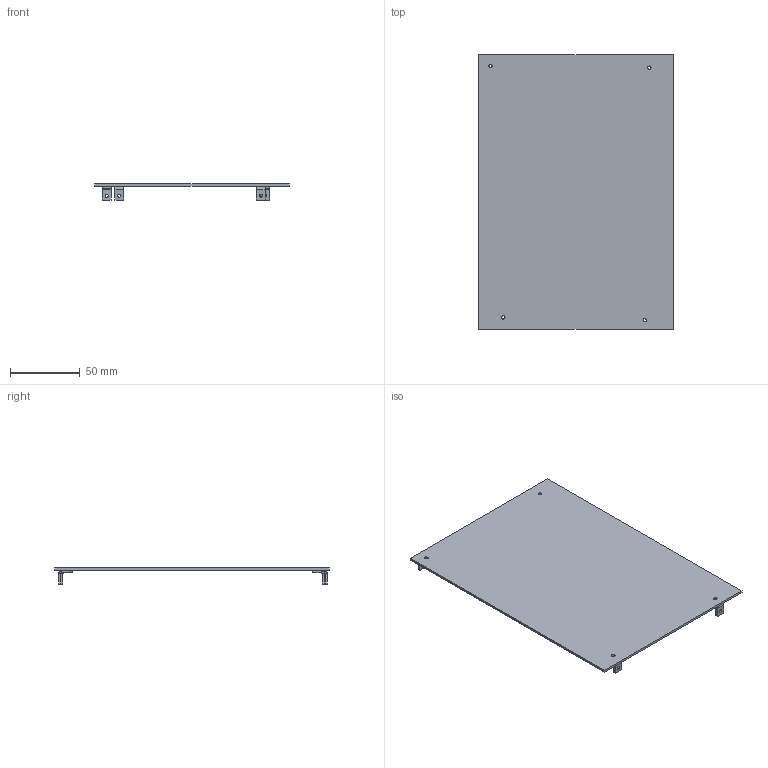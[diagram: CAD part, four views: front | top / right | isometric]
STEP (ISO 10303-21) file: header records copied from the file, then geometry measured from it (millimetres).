
FILE_DESCRIPTION(('KiCad electronic assembly'),'2;1');
FILE_NAME('teensy41_audio_project_board_lid.step','2022-01-25T14:01:30', ('Pcbnew'),('Kicad'),'Open CASCADE STEP processor 7.5', 'KiCad to STEP converter','Unknown');
FILE_SCHEMA(('AUTOMOTIVE_DESIGN { 1 0 10303 214 1 1 1 1 }'));
Length unit declared in the file: millimetre
Products named in the file (4): teensy41_audio_project_board_lid 1; Bracket 4-40 621; SOLID; _autosave-front_panel PCB
Assembly tree (6 placements, depth 3):
  teensy41_audio_project_board_lid 1
    Bracket 4-40 621  x4
      SOLID
    _autosave-front_panel PCB
Bounding box: 139.7 x 196.85 x 11.47 mm (x, y, z)
Volume: 44559 mm3; surface area: 57208 mm2
Topology: 5 solids, 5 shells, 82 faces, 184 edges, 112 vertices
Faces by surface type: bspline 72, plane 6, cylinder 4
Full cylindrical faces by diameter (mm): 2.45 x4
Entity records: 1742 total; most frequent: CARTESIAN_POINT 613, ORIENTED_EDGE 128, PCURVE 128, DEFINITIONAL_REPRESENTATION 128, DIRECTION 106, B_SPLINE_CURVE_WITH_KNOTS 96, EDGE_CURVE 64, SURFACE_CURVE 60
